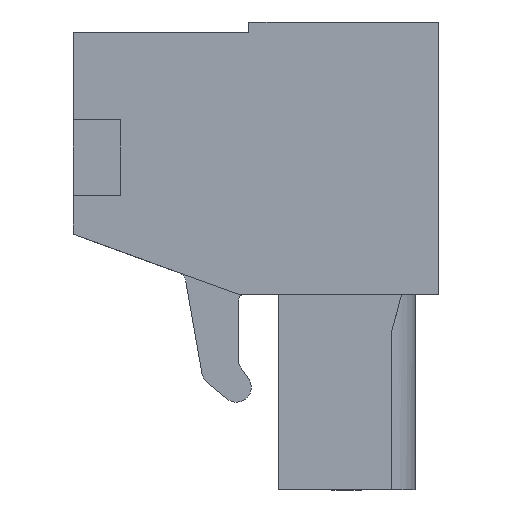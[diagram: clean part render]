
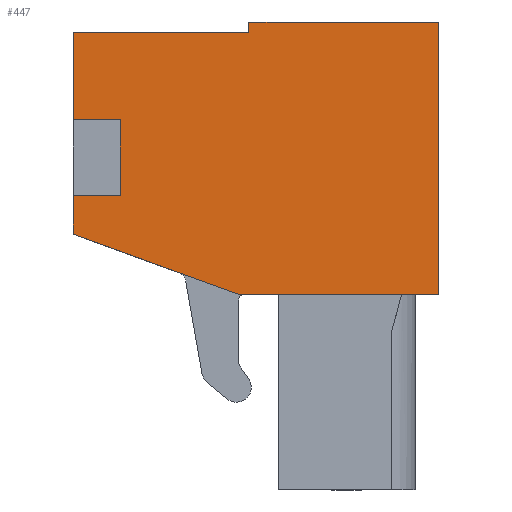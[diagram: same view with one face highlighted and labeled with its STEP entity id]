
A CAD part, left-side view. The second image highlights one B-rep face of the part: STEP entity #447.
In plain terms, the highlighted planar face has unit normal (-1, 0, 0).
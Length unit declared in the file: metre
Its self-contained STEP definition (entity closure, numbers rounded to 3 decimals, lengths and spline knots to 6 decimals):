
#447=ADVANCED_FACE('',(#1151),#1152,.T.);
#1151=FACE_OUTER_BOUND('',#2122,.T.);
#1152=PLANE('',#2123);
#2122=EDGE_LOOP('',(#3435,#3436,#3437,#3438,#3439,#3440,#3441,#3442,#3443,#3444,#3445));
#2123=AXIS2_PLACEMENT_3D('',#3446,#3447,#3448);
#3435=ORIENTED_EDGE('',*,*,#5831,.F.);
#3436=ORIENTED_EDGE('',*,*,#5832,.T.);
#3437=ORIENTED_EDGE('',*,*,#5833,.F.);
#3438=ORIENTED_EDGE('',*,*,#5565,.T.);
#3439=ORIENTED_EDGE('',*,*,#5834,.T.);
#3440=ORIENTED_EDGE('',*,*,#5835,.T.);
#3441=ORIENTED_EDGE('',*,*,#5836,.T.);
#3442=ORIENTED_EDGE('',*,*,#5737,.T.);
#3443=ORIENTED_EDGE('',*,*,#5837,.T.);
#3444=ORIENTED_EDGE('',*,*,#5838,.T.);
#3445=ORIENTED_EDGE('',*,*,#5569,.T.);
#3446=CARTESIAN_POINT('',(0.02286,0.0152,-0.008892));
#3447=DIRECTION('',(-1.0,0.,0.));
#3448=DIRECTION('',(0.,0.0,1.0));
#5565=EDGE_CURVE('',#6629,#6626,#6630,.T.);
#5569=EDGE_CURVE('',#6637,#6635,#6638,.T.);
#5737=EDGE_CURVE('',#6931,#6929,#6932,.T.);
#5831=EDGE_CURVE('',#7083,#6635,#7084,.T.);
#5832=EDGE_CURVE('',#7083,#7085,#7086,.T.);
#5833=EDGE_CURVE('',#6629,#7085,#7087,.T.);
#5834=EDGE_CURVE('',#6626,#7088,#7089,.T.);
#5835=EDGE_CURVE('',#7088,#7090,#7091,.T.);
#5836=EDGE_CURVE('',#7090,#6931,#7092,.T.);
#5837=EDGE_CURVE('',#6929,#7093,#7094,.T.);
#5838=EDGE_CURVE('',#7093,#6637,#7095,.T.);
#6626=VERTEX_POINT('',#8150);
#6629=VERTEX_POINT('',#8154);
#6630=LINE('',#8155,#8156);
#6635=VERTEX_POINT('',#8163);
#6637=VERTEX_POINT('',#8166);
#6638=LINE('',#8167,#8168);
#6929=VERTEX_POINT('',#8558);
#6931=VERTEX_POINT('',#8561);
#6932=LINE('',#8562,#8563);
#7083=VERTEX_POINT('',#8785);
#7084=LINE('',#8786,#8787);
#7085=VERTEX_POINT('',#8788);
#7086=LINE('',#8789,#8790);
#7087=LINE('',#8791,#8792);
#7088=VERTEX_POINT('',#8793);
#7089=LINE('',#8794,#8795);
#7090=VERTEX_POINT('',#8796);
#7091=LINE('',#8797,#8798);
#7092=LINE('',#8799,#8800);
#7093=VERTEX_POINT('',#8801);
#7094=LINE('',#8802,#8803);
#7095=LINE('',#8804,#8805);
#8150=CARTESIAN_POINT('',(0.02286,0.0155,-0.009002));
#8154=CARTESIAN_POINT('',(0.02286,0.0155,-0.00735));
#8155=CARTESIAN_POINT('',(0.02286,0.0155,-0.008892));
#8156=VECTOR('',#10129,1.0);
#8163=CARTESIAN_POINT('',(0.02286,0.0155,-0.00415));
#8166=CARTESIAN_POINT('',(0.02286,0.0155,-0.00045));
#8167=CARTESIAN_POINT('',(0.02286,0.0155,-0.008892));
#8168=VECTOR('',#10133,1.0);
#8558=CARTESIAN_POINT('',(0.02286,0.00805,0.));
#8561=CARTESIAN_POINT('',(0.02286,0.0,0.));
#8562=CARTESIAN_POINT('',(0.02286,0.00805,0.));
#8563=VECTOR('',#10342,1.0);
#8785=CARTESIAN_POINT('',(0.02286,0.0135,-0.00415));
#8786=CARTESIAN_POINT('',(0.02286,0.0152,-0.00415));
#8787=VECTOR('',#10429,1.0);
#8788=CARTESIAN_POINT('',(0.02286,0.0135,-0.00735));
#8789=CARTESIAN_POINT('',(0.02286,0.0135,-0.008892));
#8790=VECTOR('',#10430,1.0);
#8791=CARTESIAN_POINT('',(0.02286,0.0152,-0.00735));
#8792=VECTOR('',#10431,1.0);
#8793=CARTESIAN_POINT('',(0.02286,0.0085,-0.01155));
#8794=CARTESIAN_POINT('',(0.02286,0.0085,-0.01155));
#8795=VECTOR('',#10432,1.0);
#8796=CARTESIAN_POINT('',(0.02286,0.0,-0.01155));
#8797=CARTESIAN_POINT('',(0.02286,0.0,-0.01155));
#8798=VECTOR('',#10433,1.0);
#8799=CARTESIAN_POINT('',(0.02286,0.0,0.));
#8800=VECTOR('',#10434,1.0);
#8801=CARTESIAN_POINT('',(0.02286,0.00805,-0.00045));
#8802=CARTESIAN_POINT('',(0.02286,0.00805,-0.00045));
#8803=VECTOR('',#10435,1.0);
#8804=CARTESIAN_POINT('',(0.02286,0.0155,-0.00045));
#8805=VECTOR('',#10436,1.0);
#10129=DIRECTION('',(0.,0.,-1.0));
#10133=DIRECTION('',(0.,0.,-1.0));
#10342=DIRECTION('',(0.,1.0,0.));
#10429=DIRECTION('',(0.0,1.0,0.0));
#10430=DIRECTION('',(0.,0.,-1.0));
#10431=DIRECTION('',(0.0,-1.0,0.0));
#10432=DIRECTION('',(0.,-0.94,-0.342));
#10433=DIRECTION('',(0.,-1.0,0.));
#10434=DIRECTION('',(0.,0.,1.0));
#10435=DIRECTION('',(0.,0.,-1.0));
#10436=DIRECTION('',(0.,1.0,0.));
